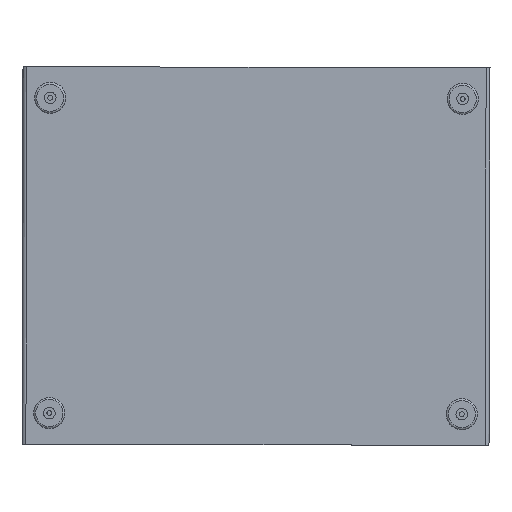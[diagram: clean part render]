
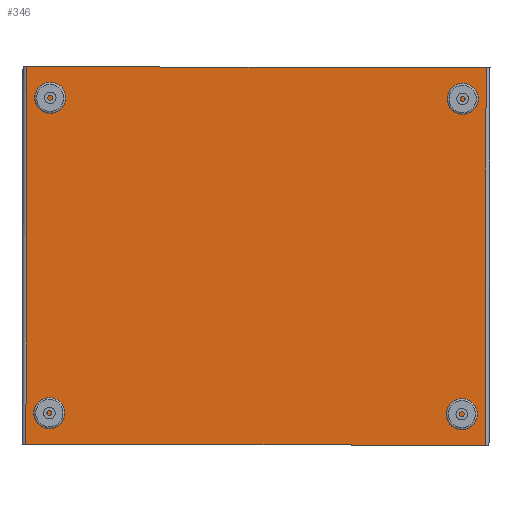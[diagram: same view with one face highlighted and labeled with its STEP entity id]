
A CAD part, front view. The second image highlights one B-rep face of the part: STEP entity #346.
In plain terms, the highlighted planar face has unit normal (0, -1, 0).
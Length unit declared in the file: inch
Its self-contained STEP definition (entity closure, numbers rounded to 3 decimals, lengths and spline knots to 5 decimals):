
#50=PLANE('',#379);
#62=FACE_OUTER_BOUND('',#83,.T.);
#83=EDGE_LOOP('',(#270,#271,#272,#273));
#114=LINE('',#569,#136);
#117=LINE('',#578,#139);
#118=LINE('',#581,#140);
#119=LINE('',#582,#141);
#136=VECTOR('',#444,29.5);
#139=VECTOR('',#453,24.25);
#140=VECTOR('',#456,24.25);
#141=VECTOR('',#457,29.5);
#184=VERTEX_POINT('',#566);
#185=VERTEX_POINT('',#568);
#187=VERTEX_POINT('',#574);
#189=VERTEX_POINT('',#580);
#217=EDGE_CURVE('',#184,#185,#114,.T.);
#222=EDGE_CURVE('',#185,#187,#117,.T.);
#223=EDGE_CURVE('',#189,#184,#118,.T.);
#224=EDGE_CURVE('',#187,#189,#119,.T.);
#270=ORIENTED_EDGE('',*,*,#222,.F.);
#271=ORIENTED_EDGE('',*,*,#217,.F.);
#272=ORIENTED_EDGE('',*,*,#223,.F.);
#273=ORIENTED_EDGE('',*,*,#224,.F.);
#346=ADVANCED_FACE('',(#62),#50,.T.);
#379=AXIS2_PLACEMENT_3D('',#579,#454,#455);
#444=DIRECTION('',(1.,0.,0.));
#453=DIRECTION('',(0.,0.,-1.));
#454=DIRECTION('center_axis',(0.,-1.,0.));
#455=DIRECTION('ref_axis',(-1.,0.,0.));
#456=DIRECTION('',(0.,0.,1.));
#457=DIRECTION('',(-1.,0.,0.));
#566=CARTESIAN_POINT('',(0.25,0.,0.));
#568=CARTESIAN_POINT('',(29.75,0.,0.));
#569=CARTESIAN_POINT('',(0.,0.,0.));
#574=CARTESIAN_POINT('',(29.75,0.,-24.25));
#578=CARTESIAN_POINT('',(29.75,0.,0.));
#579=CARTESIAN_POINT('Origin',(30.,0.,0.));
#580=CARTESIAN_POINT('',(0.25,0.,-24.25));
#581=CARTESIAN_POINT('',(0.25,0.,0.));
#582=CARTESIAN_POINT('',(0.,0.,-24.25));
